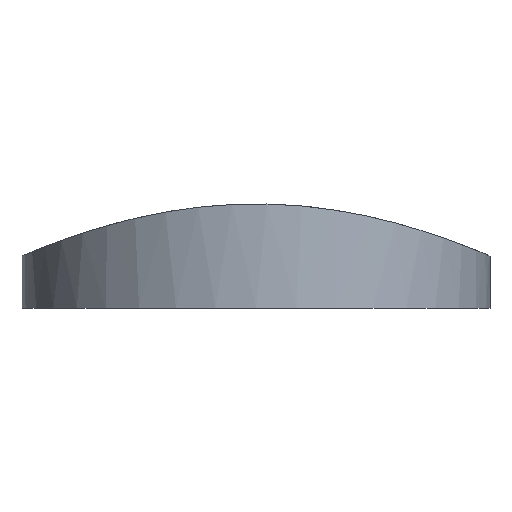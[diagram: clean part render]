
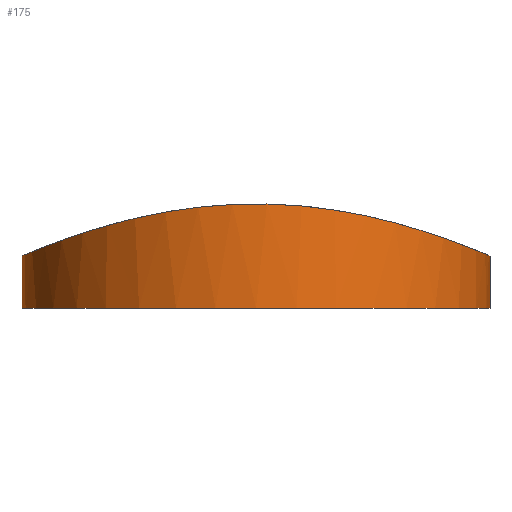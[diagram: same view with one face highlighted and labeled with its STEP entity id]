
A CAD part, front view. The second image highlights one B-rep face of the part: STEP entity #175.
In plain terms, the highlighted cylindrical face has radius 9 mm (diameter 18 mm), a partial arc.
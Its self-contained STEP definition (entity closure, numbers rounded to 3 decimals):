
#4 = CARTESIAN_POINT ( 'NONE',  ( -8.693, -2.351, 2.129 ) ) ;
#7 = CARTESIAN_POINT ( 'NONE',  ( -3.199, -8.417, 3.742 ) ) ;
#21 = EDGE_CURVE ( 'NONE', #64, #77, #139, .T. ) ;
#32 = CARTESIAN_POINT ( 'NONE',  ( 7.146, -5.503, 2.721 ) ) ;
#34 = ORIENTED_EDGE ( 'NONE', *, *, #21, .F. ) ;
#38 = DIRECTION ( 'NONE',  ( -1., 0., 0. ) ) ;
#39 = CARTESIAN_POINT ( 'NONE',  ( 5.498, -7.149, 3.239 ) ) ;
#41 = CARTESIAN_POINT ( 'NONE',  ( -5.939, -6.768, 3.108 ) ) ;
#43 = CARTESIAN_POINT ( 'NONE',  ( -8.94, -1.193, 2.026 ) ) ;
#61 = CARTESIAN_POINT ( 'NONE',  ( 7.635, -4.773, 2.543 ) ) ;
#62 = EDGE_CURVE ( 'NONE', #277, #64, #189, .T. ) ;
#64 = VERTEX_POINT ( 'NONE', #360 ) ;
#68 = CARTESIAN_POINT ( 'NONE',  ( -6.76, -5.949, 2.85 ) ) ;
#73 = CARTESIAN_POINT ( 'NONE',  ( 0.292, -9., 4.005 ) ) ;
#77 = VERTEX_POINT ( 'NONE', #121 ) ;
#79 = CARTESIAN_POINT ( 'NONE',  ( -9., 0., 10. ) ) ;
#91 = CARTESIAN_POINT ( 'NONE',  ( 1.189, -8.926, 3.971 ) ) ;
#93 = CARTESIAN_POINT ( 'NONE',  ( 8.067, -4.001, 2.379 ) ) ;
#96 = DIRECTION ( 'NONE',  ( 0., 0., -1. ) ) ;
#97 = VECTOR ( 'NONE', #96, 1000. ) ;
#101 = CARTESIAN_POINT ( 'NONE',  ( -0.601, -9., 4.005 ) ) ;
#103 = EDGE_LOOP ( 'NONE', ( #34, #164, #286, #170 ) ) ;
#113 = CARTESIAN_POINT ( 'NONE',  ( -9., 0., 0. ) ) ;
#121 = CARTESIAN_POINT ( 'NONE',  ( 9., 0., 0. ) ) ;
#125 = CARTESIAN_POINT ( 'NONE',  ( 4.53, -7.799, 3.483 ) ) ;
#131 = CARTESIAN_POINT ( 'NONE',  ( -7.308, -5.261, 2.662 ) ) ;
#132 = CARTESIAN_POINT ( 'NONE',  ( -2.922, -8.518, 3.786 ) ) ;
#139 = LINE ( 'NONE', #362, #97 ) ;
#158 = FACE_OUTER_BOUND ( 'NONE', #103, .T. ) ;
#163 = CARTESIAN_POINT ( 'NONE',  ( 7.789, -4.519, 2.486 ) ) ;
#164 = ORIENTED_EDGE ( 'NONE', *, *, #62, .F. ) ;
#167 = CARTESIAN_POINT ( 'NONE',  ( -2.355, -8.691, 3.863 ) ) ;
#169 = CARTESIAN_POINT ( 'NONE',  ( -5.49, -7.138, 3.237 ) ) ;
#170 = ORIENTED_EDGE ( 'NONE', *, *, #240, .T. ) ;
#175 = ADVANCED_FACE ( 'NONE', ( #158 ), #327, .T. ) ;
#181 = VECTOR ( 'NONE', #292, 1000. ) ;
#182 = CARTESIAN_POINT ( 'NONE',  ( 8.942, -1.186, 2.025 ) ) ;
#186 = CARTESIAN_POINT ( 'NONE',  ( 0., 0., 10. ) ) ;
#189 = B_SPLINE_CURVE_WITH_KNOTS ( 'NONE', 3,
 ( #256, #309, #43, #371, #4, #218, #338, #198, #332, #131, #246, #68, #254, #191, #41, #169, #282, #280, #334, #7, #132, #167, #248, #366, #101, #73, #312, #91, #392, #357, #297, #274, #125, #39, #241, #386, #32, #61, #163, #93, #212, #300, #328, #182, #237, #278 ),
 .UNSPECIFIED., .F., .F.,
 ( 4, 2, 2, 2, 2, 2, 2, 2, 2, 2, 2, 2, 2, 2, 2, 2, 2, 2, 2, 2, 2, 2, 4 ),
 ( 0., 0.002, 0.003, 0.004, 0.005, 0.006, 0.007, 0.008, 0.009, 0.011, 0.012, 0.012, 0.014, 0.015, 0.016, 0.018, 0.02, 0.021, 0.023, 0.024, 0.025, 0.027, 0.028 ),
 .UNSPECIFIED. ) ;
#191 = CARTESIAN_POINT ( 'NONE',  ( -6.154, -6.573, 3.044 ) ) ;
#198 = CARTESIAN_POINT ( 'NONE',  ( -8.075, -4.017, 2.377 ) ) ;
#212 = CARTESIAN_POINT ( 'NONE',  ( 8.193, -3.737, 2.33 ) ) ;
#218 = CARTESIAN_POINT ( 'NONE',  ( -8.518, -2.92, 2.2 ) ) ;
#236 = LINE ( 'NONE', #79, #181 ) ;
#237 = CARTESIAN_POINT ( 'NONE',  ( 9., -0.593, 2. ) ) ;
#240 = EDGE_CURVE ( 'NONE', #243, #77, #267, .T. ) ;
#241 = CARTESIAN_POINT ( 'NONE',  ( 5.955, -6.773, 3.106 ) ) ;
#243 = VERTEX_POINT ( 'NONE', #113 ) ;
#246 = CARTESIAN_POINT ( 'NONE',  ( -7.131, -5.498, 2.724 ) ) ;
#248 = CARTESIAN_POINT ( 'NONE',  ( -2.064, -8.765, 3.897 ) ) ;
#254 = CARTESIAN_POINT ( 'NONE',  ( -6.564, -6.164, 2.915 ) ) ;
#256 = CARTESIAN_POINT ( 'NONE',  ( -9., 0., 2. ) ) ;
#260 = CARTESIAN_POINT ( 'NONE',  ( 0., 0., 0. ) ) ;
#262 = CARTESIAN_POINT ( 'NONE',  ( -9., 0., 2. ) ) ;
#267 = CIRCLE ( 'NONE', #372, 9. ) ;
#274 = CARTESIAN_POINT ( 'NONE',  ( 4.016, -8.076, 3.597 ) ) ;
#277 = VERTEX_POINT ( 'NONE', #262 ) ;
#278 = CARTESIAN_POINT ( 'NONE',  ( 9., 0., 2. ) ) ;
#280 = CARTESIAN_POINT ( 'NONE',  ( -4.522, -7.804, 3.485 ) ) ;
#282 = CARTESIAN_POINT ( 'NONE',  ( -5.254, -7.313, 3.301 ) ) ;
#286 = ORIENTED_EDGE ( 'NONE', *, *, #314, .T. ) ;
#291 = DIRECTION ( 'NONE',  ( 1., 0., 0. ) ) ;
#292 = DIRECTION ( 'NONE',  ( 0., 0., -1. ) ) ;
#297 = CARTESIAN_POINT ( 'NONE',  ( 2.921, -8.533, 3.792 ) ) ;
#300 = CARTESIAN_POINT ( 'NONE',  ( 8.531, -2.926, 2.196 ) ) ;
#303 = DIRECTION ( 'NONE',  ( 0., 0., -1. ) ) ;
#309 = CARTESIAN_POINT ( 'NONE',  ( -9., -0.602, 2. ) ) ;
#312 = CARTESIAN_POINT ( 'NONE',  ( 0.593, -8.985, 3.998 ) ) ;
#314 = EDGE_CURVE ( 'NONE', #277, #243, #236, .T. ) ;
#327 = CYLINDRICAL_SURFACE ( 'NONE', #340, 9. ) ;
#328 = CARTESIAN_POINT ( 'NONE',  ( 8.705, -2.362, 2.124 ) ) ;
#332 = CARTESIAN_POINT ( 'NONE',  ( -7.798, -4.531, 2.484 ) ) ;
#334 = CARTESIAN_POINT ( 'NONE',  ( -4.009, -8.079, 3.598 ) ) ;
#338 = CARTESIAN_POINT ( 'NONE',  ( -8.417, -3.201, 2.241 ) ) ;
#340 = AXIS2_PLACEMENT_3D ( 'NONE', #186, #303, #38 ) ;
#349 = DIRECTION ( 'NONE',  ( 0., 0., 1. ) ) ;
#357 = CARTESIAN_POINT ( 'NONE',  ( 2.354, -8.707, 3.87 ) ) ;
#360 = CARTESIAN_POINT ( 'NONE',  ( 9., 0., 2. ) ) ;
#362 = CARTESIAN_POINT ( 'NONE',  ( 9., 0., 10. ) ) ;
#366 = CARTESIAN_POINT ( 'NONE',  ( -1.19, -8.941, 3.977 ) ) ;
#371 = CARTESIAN_POINT ( 'NONE',  ( -8.765, -2.064, 2.099 ) ) ;
#372 = AXIS2_PLACEMENT_3D ( 'NONE', #260, #349, #291 ) ;
#386 = CARTESIAN_POINT ( 'NONE',  ( 6.777, -5.951, 2.848 ) ) ;
#392 = CARTESIAN_POINT ( 'NONE',  ( 1.484, -8.882, 3.95 ) ) ;
